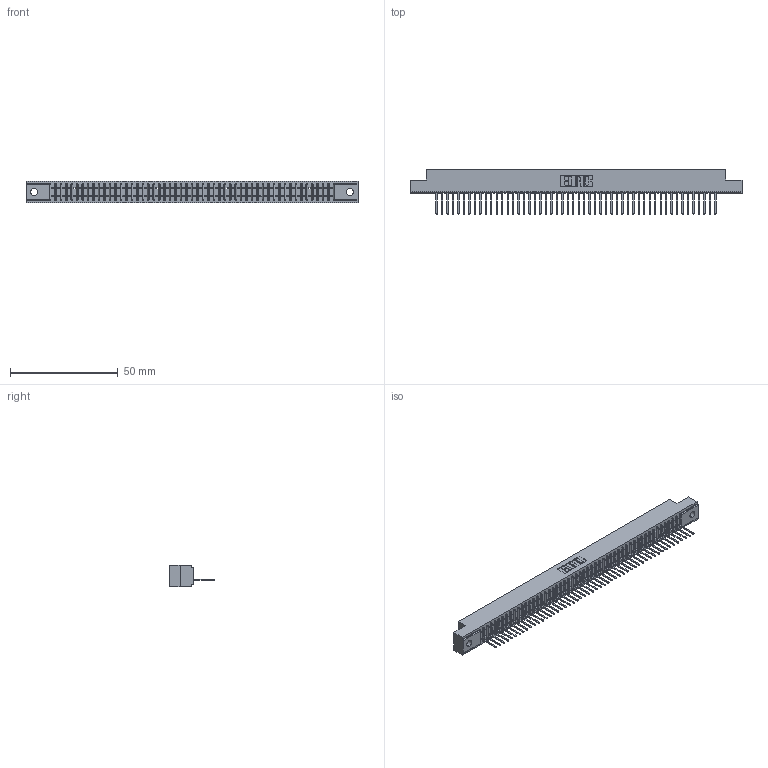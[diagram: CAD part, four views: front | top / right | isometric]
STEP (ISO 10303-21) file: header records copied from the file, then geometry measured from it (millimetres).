
FILE_DESCRIPTION (( 'STEP AP203' ), '1' );
FILE_NAME ('341-052-522-102.STEP', '2018-08-07T13:17:27', ( '' ), ( '' ), 'SwSTEP 2.0', 'SolidWorks 2016', '' );
FILE_SCHEMA (( 'CONFIG_CONTROL_DESIGN' ));
Length unit declared in the file: inch
Products named in the file (3): 341 Part_.128 (3.25) Dia Mounting Holes; 341-292-001_341-292-122; 341-052-522-102
Assembly tree (53 placements, depth 2):
  341-052-522-102
    341 Part_.128 (3.25) Dia Mounting Holes
    341-292-001_341-292-122  x52
Bounding box: 154.31 x 20.62 x 10.16 mm (x, y, z)
Volume: 11062.5 mm3; surface area: 17578.5 mm2
Topology: 53 solids, 53 shells, 4380 faces, 12640 edges, 8110 vertices
Faces by surface type: plane 2720, cylinder 1452, sphere 106, torus 102
Entity records: 59937 total; most frequent: CARTESIAN_POINT 10188, ORIENTED_EDGE 10176, DIRECTION 9826, EDGE_CURVE 5088, VECTOR 4122, LINE 4122, VERTEX_POINT 3214, AXIS2_PLACEMENT_3D 2852
